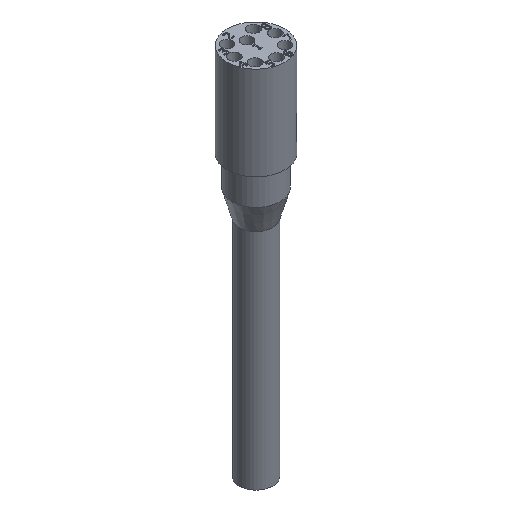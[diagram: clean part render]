
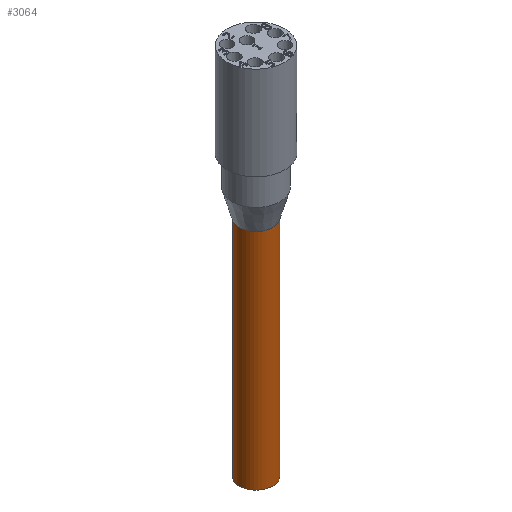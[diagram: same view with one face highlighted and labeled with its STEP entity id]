
A CAD part, isometric view. The second image highlights one B-rep face of the part: STEP entity #3064.
In plain terms, the highlighted cylindrical face has radius 4.5 mm (diameter 9 mm), a full revolution.
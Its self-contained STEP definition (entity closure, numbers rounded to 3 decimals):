
#21=CYLINDRICAL_SURFACE($,#3175,4.5);
#41=CIRCLE($,#3176,4.5);
#42=CIRCLE($,#3177,4.5);
#157=FACE_BOUND($,#529,.T.);
#328=FACE_OUTER_BOUND($,#528,.T.);
#528=EDGE_LOOP($,(#2792));
#529=EDGE_LOOP($,(#2793));
#1497=VERTEX_POINT($,#5869);
#1498=VERTEX_POINT($,#5871);
#1933=EDGE_CURVE($,#1497,#1497,#41,.T.);
#1934=EDGE_CURVE($,#1498,#1498,#42,.T.);
#2792=ORIENTED_EDGE($,*,*,#1933,.T.);
#2793=ORIENTED_EDGE($,*,*,#1934,.F.);
#3064=ADVANCED_FACE($,(#328,#157),#21,.T.);
#3175=AXIS2_PLACEMENT_3D($,#5868,#3641,#3642);
#3176=AXIS2_PLACEMENT_3D($,#5870,#3643,#3644);
#3177=AXIS2_PLACEMENT_3D($,#5872,#3645,#3646);
#3641=DIRECTION('center_axis',(0.,0.,-1.));
#3642=DIRECTION('ref_axis',(1.,0.,0.));
#3643=DIRECTION('center_axis',(0.,0.,1.));
#3644=DIRECTION('ref_axis',(1.,0.,0.));
#3645=DIRECTION('center_axis',(0.,0.,1.));
#3646=DIRECTION('ref_axis',(1.,0.,0.));
#5868=CARTESIAN_POINT('Origin',(0.,0.,-15.));
#5869=CARTESIAN_POINT('',(-4.5,0.,-75.));
#5870=CARTESIAN_POINT('Origin',(0.,0.,-75.));
#5871=CARTESIAN_POINT('',(4.5,0.,-15.));
#5872=CARTESIAN_POINT('Origin',(0.,0.,-15.));
